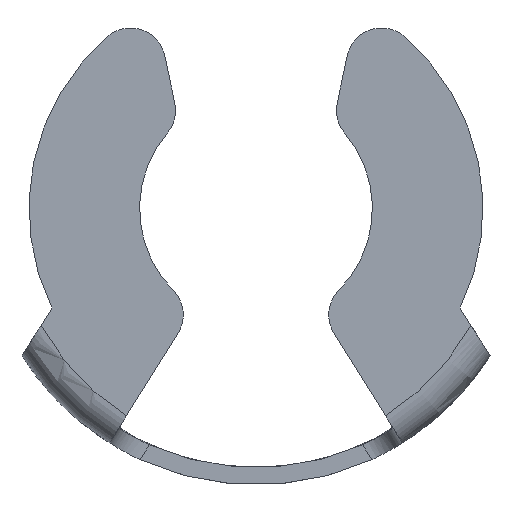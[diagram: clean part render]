
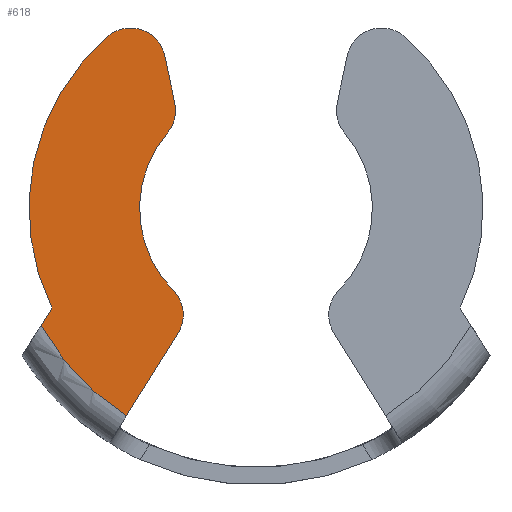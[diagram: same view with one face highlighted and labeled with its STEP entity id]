
A CAD part, front view. The second image highlights one B-rep face of the part: STEP entity #618.
In plain terms, the highlighted planar face has unit normal (0, -1, 0).
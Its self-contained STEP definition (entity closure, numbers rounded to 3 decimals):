
#67 = ORIENTED_EDGE ( 'NONE', *, *, #1012, .F. ) ;
#76 = CARTESIAN_POINT ( 'NONE',  ( -3.048, 0., 2.591 ) ) ;
#82 = CARTESIAN_POINT ( 'NONE',  ( -2.681, 0., -4.291 ) ) ;
#95 = CARTESIAN_POINT ( 'NONE',  ( -3.501, 0., 6.97 ) ) ;
#105 = ORIENTED_EDGE ( 'NONE', *, *, #554, .F. ) ;
#113 = VECTOR ( 'NONE', #169, 1000. ) ;
#115 = CIRCLE ( 'NONE', #1090, 1.2 ) ;
#122 = DIRECTION ( 'NONE',  ( 0., 0., 1. ) ) ;
#140 = DIRECTION ( 'NONE',  ( 0., -1., 0. ) ) ;
#144 = ORIENTED_EDGE ( 'NONE', *, *, #1039, .F. ) ;
#152 = CIRCLE ( 'NONE', #1161, 8.4 ) ;
#169 = DIRECTION ( 'NONE',  ( -0.53, 0., -0.848 ) ) ;
#173 = DIRECTION ( 'NONE',  ( 0., -1., 0. ) ) ;
#187 = VERTEX_POINT ( 'NONE', #502 ) ;
#192 = AXIS2_PLACEMENT_3D ( 'NONE', #1181, #892, #1160 ) ;
#216 = DIRECTION ( 'NONE',  ( 0., -1., 0. ) ) ;
#224 = DIRECTION ( 'NONE',  ( 0., 0., 1. ) ) ;
#226 = EDGE_LOOP ( 'NONE', ( #144, #605, #105, #756, #650, #284, #671, #524, #67 ) ) ;
#260 = PLANE ( 'NONE',  #192 ) ;
#263 = DIRECTION ( 'NONE',  ( 0., 0., 1. ) ) ;
#269 = CARTESIAN_POINT ( 'NONE',  ( -5.034, 0., -8.056 ) ) ;
#272 = AXIS2_PLACEMENT_3D ( 'NONE', #1142, #216, #122 ) ;
#280 = LINE ( 'NONE', #398, #710 ) ;
#284 = ORIENTED_EDGE ( 'NONE', *, *, #836, .T. ) ;
#309 = EDGE_CURVE ( 'NONE', #702, #774, #516, .T. ) ;
#317 = CARTESIAN_POINT ( 'NONE',  ( -2.788, 0., 3.617 ) ) ;
#330 = EDGE_CURVE ( 'NONE', #905, #1176, #152, .T. ) ;
#353 = CIRCLE ( 'NONE', #692, 4. ) ;
#375 = CARTESIAN_POINT ( 'NONE',  ( 0., 0., 0. ) ) ;
#398 = CARTESIAN_POINT ( 'NONE',  ( -8.038, 0., -5.064 ) ) ;
#413 = CARTESIAN_POINT ( 'NONE',  ( -4.309, 0., 4.999 ) ) ;
#430 = CARTESIAN_POINT ( 'NONE',  ( -3.699, 0., -3.655 ) ) ;
#436 = VERTEX_POINT ( 'NONE', #1051 ) ;
#451 = CARTESIAN_POINT ( 'NONE',  ( 0., 0., 0. ) ) ;
#459 = FACE_OUTER_BOUND ( 'NONE', #226, .T. ) ;
#502 = CARTESIAN_POINT ( 'NONE',  ( -2.845, 0., -2.811 ) ) ;
#504 = CARTESIAN_POINT ( 'NONE',  ( -3.135, 0., 5.249 ) ) ;
#511 = DIRECTION ( 'NONE',  ( 0., -1., 0. ) ) ;
#516 = LINE ( 'NONE', #95, #540 ) ;
#521 = CIRCLE ( 'NONE', #558, 7.8 ) ;
#524 = ORIENTED_EDGE ( 'NONE', *, *, #745, .T. ) ;
#540 = VECTOR ( 'NONE', #628, 1000. ) ;
#553 = VERTEX_POINT ( 'NONE', #76 ) ;
#554 = EDGE_CURVE ( 'NONE', #601, #1176, #805, .T. ) ;
#558 = AXIS2_PLACEMENT_3D ( 'NONE', #1082, #904, #263 ) ;
#601 = VERTEX_POINT ( 'NONE', #82 ) ;
#605 = ORIENTED_EDGE ( 'NONE', *, *, #330, .T. ) ;
#618 = ADVANCED_FACE ( 'NONE', ( #459 ), #260, .F. ) ;
#628 = DIRECTION ( 'NONE',  ( 0.208, 0., -0.978 ) ) ;
#650 = ORIENTED_EDGE ( 'NONE', *, *, #943, .F. ) ;
#671 = ORIENTED_EDGE ( 'NONE', *, *, #309, .F. ) ;
#692 = AXIS2_PLACEMENT_3D ( 'NONE', #451, #884, #1172 ) ;
#695 = DIRECTION ( 'NONE',  ( 0., 0., 1. ) ) ;
#702 = VERTEX_POINT ( 'NONE', #504 ) ;
#710 = VECTOR ( 'NONE', #839, 1000. ) ;
#714 = EDGE_CURVE ( 'NONE', #601, #187, #115, .T. ) ;
#745 = EDGE_CURVE ( 'NONE', #702, #436, #1126, .T. ) ;
#756 = ORIENTED_EDGE ( 'NONE', *, *, #714, .T. ) ;
#774 = VERTEX_POINT ( 'NONE', #317 ) ;
#784 = CARTESIAN_POINT ( 'NONE',  ( -4.451, 0., -7.124 ) ) ;
#793 = CARTESIAN_POINT ( 'NONE',  ( -7.38, 0., -4.011 ) ) ;
#803 = CIRCLE ( 'NONE', #272, 1.2 ) ;
#805 = LINE ( 'NONE', #269, #113 ) ;
#836 = EDGE_CURVE ( 'NONE', #553, #774, #803, .T. ) ;
#839 = DIRECTION ( 'NONE',  ( 0.53, 0., 0.848 ) ) ;
#846 = CARTESIAN_POINT ( 'NONE',  ( -7.011, 0., -3.419 ) ) ;
#884 = DIRECTION ( 'NONE',  ( 0., -1., 0. ) ) ;
#892 = DIRECTION ( 'NONE',  ( 0., 1., 0. ) ) ;
#904 = DIRECTION ( 'NONE',  ( 0., 1., 0. ) ) ;
#905 = VERTEX_POINT ( 'NONE', #793 ) ;
#936 = AXIS2_PLACEMENT_3D ( 'NONE', #413, #140, #695 ) ;
#943 = EDGE_CURVE ( 'NONE', #553, #187, #353, .T. ) ;
#1012 = EDGE_CURVE ( 'NONE', #1059, #436, #521, .T. ) ;
#1039 = EDGE_CURVE ( 'NONE', #905, #1059, #280, .T. ) ;
#1051 = CARTESIAN_POINT ( 'NONE',  ( -5.092, 0., 5.908 ) ) ;
#1059 = VERTEX_POINT ( 'NONE', #846 ) ;
#1082 = CARTESIAN_POINT ( 'NONE',  ( 0., 0., 0. ) ) ;
#1090 = AXIS2_PLACEMENT_3D ( 'NONE', #430, #511, #224 ) ;
#1099 = DIRECTION ( 'NONE',  ( 0., 0., 1. ) ) ;
#1126 = CIRCLE ( 'NONE', #936, 1.2 ) ;
#1142 = CARTESIAN_POINT ( 'NONE',  ( -3.962, 0., 3.368 ) ) ;
#1160 = DIRECTION ( 'NONE',  ( 0., 0., 1. ) ) ;
#1161 = AXIS2_PLACEMENT_3D ( 'NONE', #375, #173, #1099 ) ;
#1172 = DIRECTION ( 'NONE',  ( 0., 0., 1. ) ) ;
#1176 = VERTEX_POINT ( 'NONE', #784 ) ;
#1181 = CARTESIAN_POINT ( 'NONE',  ( 0., 0., 0. ) ) ;
